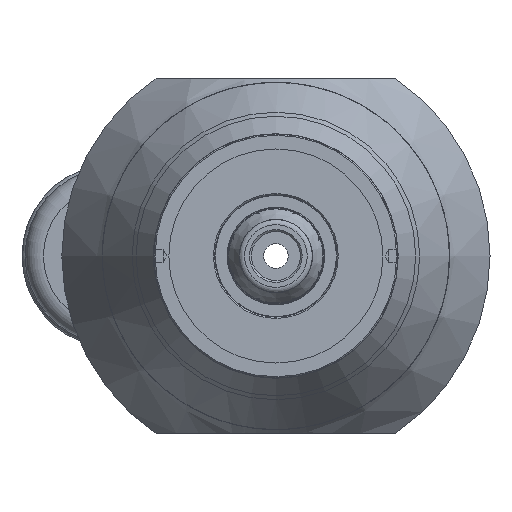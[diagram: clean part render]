
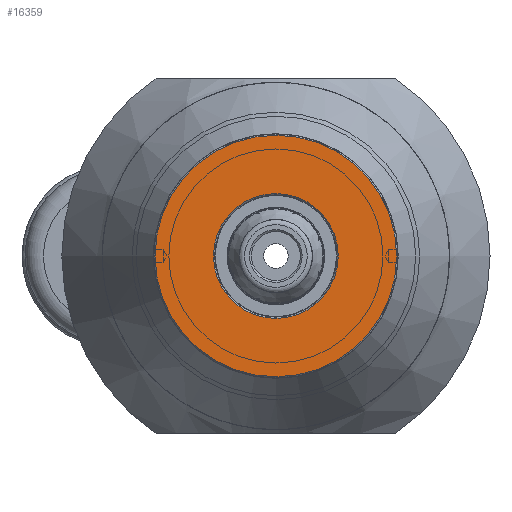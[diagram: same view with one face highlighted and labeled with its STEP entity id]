
A CAD part, left-side view. The second image highlights one B-rep face of the part: STEP entity #16359.
In plain terms, the highlighted planar face has unit normal (-1, 0, 0).
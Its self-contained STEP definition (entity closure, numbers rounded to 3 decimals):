
#159 = DIRECTION ( 'NONE',  ( -1., 0., 0. ) ) ;
#947 = DIRECTION ( 'NONE',  ( 1., 0., 0. ) ) ;
#2372 = PLANE ( 'NONE',  #2898 ) ;
#2898 = AXIS2_PLACEMENT_3D ( 'NONE', #10757, #947, #10538 ) ;
#3015 = EDGE_LOOP ( 'NONE', ( #11371 ) ) ;
#3079 = CARTESIAN_POINT ( 'NONE',  ( 13., 0., -10.2 ) ) ;
#3186 = DIRECTION ( 'NONE',  ( 0., 0., -1. ) ) ;
#3321 = AXIS2_PLACEMENT_3D ( 'NONE', #12247, #159, #15398 ) ;
#3503 = EDGE_CURVE ( 'NONE', #13084, #13084, #10806, .T. ) ;
#6555 = CARTESIAN_POINT ( 'NONE',  ( 13., 0., 0. ) ) ;
#7700 = FACE_BOUND ( 'NONE', #3015, .T. ) ;
#8668 = VERTEX_POINT ( 'NONE', #20218 ) ;
#8889 = CIRCLE ( 'NONE', #3321, 19.75 ) ;
#10538 = DIRECTION ( 'NONE',  ( 0., 1., 0. ) ) ;
#10757 = CARTESIAN_POINT ( 'NONE',  ( 13., -19.95, 0. ) ) ;
#10806 = CIRCLE ( 'NONE', #21248, 10.2 ) ;
#11371 = ORIENTED_EDGE ( 'NONE', *, *, #3503, .T. ) ;
#11576 = DIRECTION ( 'NONE',  ( 1., 0., 0. ) ) ;
#11627 = ORIENTED_EDGE ( 'NONE', *, *, #13664, .T. ) ;
#12247 = CARTESIAN_POINT ( 'NONE',  ( 13., 0., 0. ) ) ;
#13084 = VERTEX_POINT ( 'NONE', #3079 ) ;
#13664 = EDGE_CURVE ( 'NONE', #8668, #8668, #8889, .T. ) ;
#14980 = EDGE_LOOP ( 'NONE', ( #11627 ) ) ;
#15398 = DIRECTION ( 'NONE',  ( 0., 0., -1. ) ) ;
#16359 = ADVANCED_FACE ( 'NONE', ( #7700, #19144 ), #2372, .F. ) ;
#19144 = FACE_OUTER_BOUND ( 'NONE', #14980, .T. ) ;
#20218 = CARTESIAN_POINT ( 'NONE',  ( 13., 0., -19.75 ) ) ;
#21248 = AXIS2_PLACEMENT_3D ( 'NONE', #6555, #11576, #3186 ) ;
